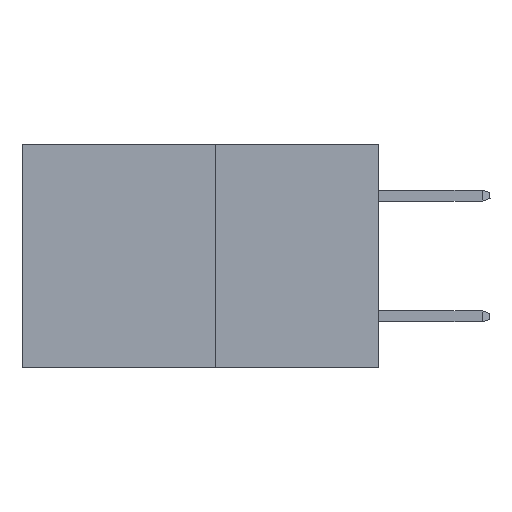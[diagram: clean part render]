
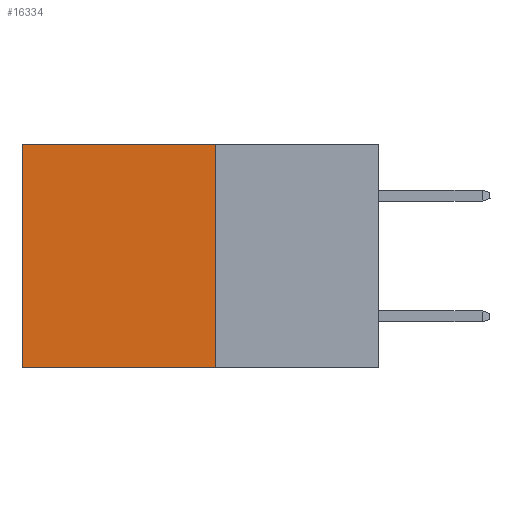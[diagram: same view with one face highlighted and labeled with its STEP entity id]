
A CAD part, left-side view. The second image highlights one B-rep face of the part: STEP entity #16334.
In plain terms, the highlighted planar face has unit normal (-1, 0, 0).
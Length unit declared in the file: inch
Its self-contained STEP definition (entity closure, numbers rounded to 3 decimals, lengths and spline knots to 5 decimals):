
#513 = PLANE ( 'NONE',  #13684 ) ;
#789 = VECTOR ( 'NONE', #30976, 39.37008 ) ;
#1488 = VECTOR ( 'NONE', #27952, 39.37008 ) ;
#1659 = LINE ( 'NONE', #28307, #789 ) ;
#1810 = EDGE_CURVE ( 'NONE', #6077, #16289, #3645, .T. ) ;
#2503 = CARTESIAN_POINT ( 'NONE',  ( 0.277, 0.59, -0.37 ) ) ;
#2558 = CARTESIAN_POINT ( 'NONE',  ( 0.277, 0.59, 0. ) ) ;
#3204 = LINE ( 'NONE', #3828, #1488 ) ;
#3645 = LINE ( 'NONE', #18185, #24269 ) ;
#3828 = CARTESIAN_POINT ( 'NONE',  ( 0.277, 0.59, -0.37 ) ) ;
#4382 = VERTEX_POINT ( 'NONE', #2503 ) ;
#4591 = EDGE_LOOP ( 'NONE', ( #27898, #32368, #14961, #18655 ) ) ;
#6040 = DIRECTION ( 'NONE',  ( 0., 0., -1. ) ) ;
#6077 = VERTEX_POINT ( 'NONE', #14267 ) ;
#9642 = EDGE_CURVE ( 'NONE', #33960, #4382, #3204, .T. ) ;
#11279 = EDGE_CURVE ( 'NONE', #16289, #4382, #25391, .T. ) ;
#12068 = VECTOR ( 'NONE', #29474, 39.37008 ) ;
#13684 = AXIS2_PLACEMENT_3D ( 'NONE', #19522, #22172, #6040 ) ;
#14267 = CARTESIAN_POINT ( 'NONE',  ( 0.277, 0.27, 0. ) ) ;
#14961 = ORIENTED_EDGE ( 'NONE', *, *, #1810, .F. ) ;
#16289 = VERTEX_POINT ( 'NONE', #21935 ) ;
#16334 = ADVANCED_FACE ( 'NONE', ( #33170 ), #513, .F. ) ;
#17636 = DIRECTION ( 'NONE',  ( 0., 0., -1. ) ) ;
#18185 = CARTESIAN_POINT ( 'NONE',  ( 0.277, 0.27, -0.37 ) ) ;
#18655 = ORIENTED_EDGE ( 'NONE', *, *, #26444, .T. ) ;
#19522 = CARTESIAN_POINT ( 'NONE',  ( 0.277, 0.27, -0.37 ) ) ;
#21551 = CARTESIAN_POINT ( 'NONE',  ( 0.277, 0.27, -0.37 ) ) ;
#21935 = CARTESIAN_POINT ( 'NONE',  ( 0.277, 0.27, -0.37 ) ) ;
#22172 = DIRECTION ( 'NONE',  ( 1., 0., 0. ) ) ;
#24269 = VECTOR ( 'NONE', #17636, 39.37008 ) ;
#25391 = LINE ( 'NONE', #21551, #12068 ) ;
#26444 = EDGE_CURVE ( 'NONE', #6077, #33960, #1659, .T. ) ;
#27898 = ORIENTED_EDGE ( 'NONE', *, *, #9642, .T. ) ;
#27952 = DIRECTION ( 'NONE',  ( 0., 0., -1. ) ) ;
#28307 = CARTESIAN_POINT ( 'NONE',  ( 0.277, 0.27, 0. ) ) ;
#29474 = DIRECTION ( 'NONE',  ( 0., 1., 0. ) ) ;
#30976 = DIRECTION ( 'NONE',  ( 0., 1., 0. ) ) ;
#32368 = ORIENTED_EDGE ( 'NONE', *, *, #11279, .F. ) ;
#33170 = FACE_OUTER_BOUND ( 'NONE', #4591, .T. ) ;
#33960 = VERTEX_POINT ( 'NONE', #2558 ) ;
